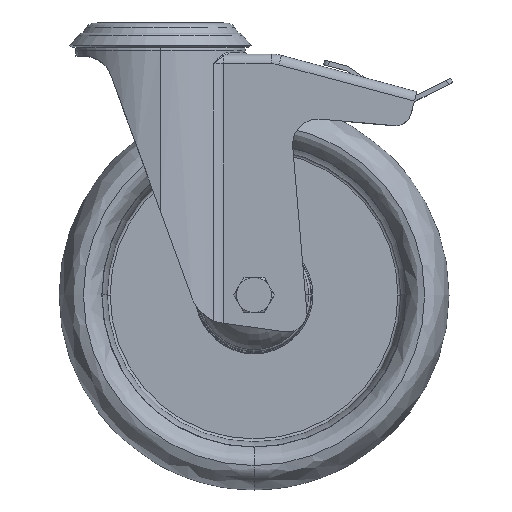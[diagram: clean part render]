
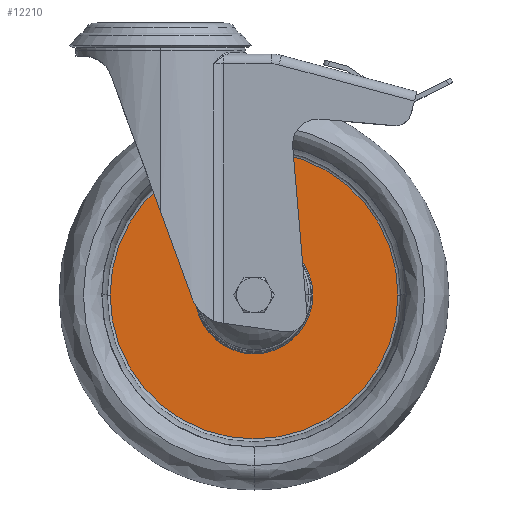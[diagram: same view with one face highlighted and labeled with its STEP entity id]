
A CAD part, top view. The second image highlights one B-rep face of the part: STEP entity #12210.
In plain terms, the highlighted planar face has unit normal (0, 0, 1).
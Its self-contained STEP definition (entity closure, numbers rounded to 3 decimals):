
#26 = CARTESIAN_POINT ( 'NONE',  ( 38.777, -120.692, -61.25 ) ) ;
#112 = DIRECTION ( 'NONE',  ( -1., 0., 0. ) ) ;
#1231 = CIRCLE ( 'NONE', #11637, 30.173 ) ;
#2534 = AXIS2_PLACEMENT_3D ( 'NONE', #26, #6594, #112 ) ;
#2784 = DIRECTION ( 'NONE',  ( 0., 0., 1. ) ) ;
#3117 = FACE_OUTER_BOUND ( 'NONE', #3332, .T. ) ;
#3256 = CARTESIAN_POINT ( 'NONE',  ( 68.95, -120.692, -61.25 ) ) ;
#3332 = EDGE_LOOP ( 'NONE', ( #13251, #13673 ) ) ;
#3541 = EDGE_CURVE ( 'NONE', #12517, #13256, #12545, .T. ) ;
#3673 = VERTEX_POINT ( 'NONE', #7332 ) ;
#3756 = VERTEX_POINT ( 'NONE', #3256 ) ;
#4702 = CIRCLE ( 'NONE', #12784, 30.173 ) ;
#5057 = CARTESIAN_POINT ( 'NONE',  ( 38.777, -120.692, -61.25 ) ) ;
#5360 = EDGE_CURVE ( 'NONE', #3673, #3756, #4702, .T. ) ;
#5507 = ORIENTED_EDGE ( 'NONE', *, *, #12671, .F. ) ;
#5563 = ORIENTED_EDGE ( 'NONE', *, *, #5360, .F. ) ;
#5607 = CARTESIAN_POINT ( 'NONE',  ( 38.777, -120.692, -61.25 ) ) ;
#5836 = CARTESIAN_POINT ( 'NONE',  ( -35.037, -120.692, -61.25 ) ) ;
#6594 = DIRECTION ( 'NONE',  ( 0., 0., -1. ) ) ;
#6653 = FACE_BOUND ( 'NONE', #13167, .T. ) ;
#7032 = DIRECTION ( 'NONE',  ( 0., 0., 1. ) ) ;
#7248 = DIRECTION ( 'NONE',  ( 0., 0., 1. ) ) ;
#7332 = CARTESIAN_POINT ( 'NONE',  ( 8.604, -120.692, -61.25 ) ) ;
#7921 = AXIS2_PLACEMENT_3D ( 'NONE', #8132, #7032, #10380 ) ;
#8132 = CARTESIAN_POINT ( 'NONE',  ( 38.777, -45.523, -61.25 ) ) ;
#8215 = AXIS2_PLACEMENT_3D ( 'NONE', #5607, #11204, #8742 ) ;
#8527 = CARTESIAN_POINT ( 'NONE',  ( 38.777, -120.692, -61.25 ) ) ;
#8742 = DIRECTION ( 'NONE',  ( -1., 0., 0. ) ) ;
#8872 = PLANE ( 'NONE',  #7921 ) ;
#9719 = CIRCLE ( 'NONE', #2534, 73.814 ) ;
#10146 = EDGE_CURVE ( 'NONE', #13256, #12517, #9719, .T. ) ;
#10380 = DIRECTION ( 'NONE',  ( -1., 0., 0. ) ) ;
#10776 = CARTESIAN_POINT ( 'NONE',  ( 112.591, -120.692, -61.25 ) ) ;
#11204 = DIRECTION ( 'NONE',  ( 0., 0., -1. ) ) ;
#11637 = AXIS2_PLACEMENT_3D ( 'NONE', #8527, #2784, #12894 ) ;
#12210 = ADVANCED_FACE ( 'NONE', ( #3117, #6653 ), #8872, .T. ) ;
#12517 = VERTEX_POINT ( 'NONE', #5836 ) ;
#12545 = CIRCLE ( 'NONE', #8215, 73.814 ) ;
#12671 = EDGE_CURVE ( 'NONE', #3756, #3673, #1231, .T. ) ;
#12724 = DIRECTION ( 'NONE',  ( 1., 0., 0. ) ) ;
#12784 = AXIS2_PLACEMENT_3D ( 'NONE', #5057, #7248, #12724 ) ;
#12894 = DIRECTION ( 'NONE',  ( 1., 0., 0. ) ) ;
#13167 = EDGE_LOOP ( 'NONE', ( #5507, #5563 ) ) ;
#13251 = ORIENTED_EDGE ( 'NONE', *, *, #10146, .F. ) ;
#13256 = VERTEX_POINT ( 'NONE', #10776 ) ;
#13673 = ORIENTED_EDGE ( 'NONE', *, *, #3541, .F. ) ;
